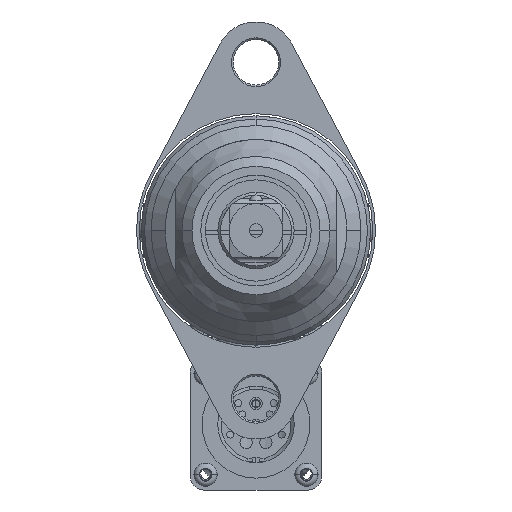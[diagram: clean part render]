
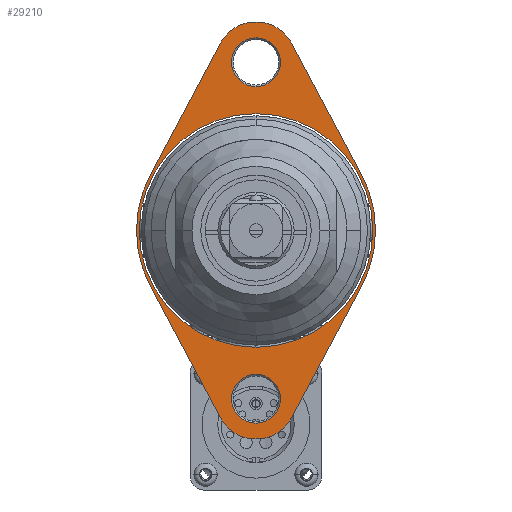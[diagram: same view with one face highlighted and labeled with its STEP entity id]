
A CAD part, left-side view. The second image highlights one B-rep face of the part: STEP entity #29210.
In plain terms, the highlighted planar face has unit normal (-1, 0, 0).
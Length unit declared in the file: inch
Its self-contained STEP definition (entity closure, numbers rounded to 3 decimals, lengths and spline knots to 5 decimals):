
#27530=CARTESIAN_POINT('',(-11.7252,0.005,1.5625));
#27531=DIRECTION('',(-1.,0.,0.));
#27532=DIRECTION('',(0.,-0.882,0.47));
#27533=AXIS2_PLACEMENT_3D('',#27530,#27531,#27532);
#27535=DIRECTION('',(0.,0.47,0.882));
#27536=VECTOR('',#27535,1.37883);
#27537=CARTESIAN_POINT('',(-11.7252,-0.97452,0.52214));
#27538=LINE('',#27537,#27536);
#27539=CARTESIAN_POINT('',(-11.7252,0.005,0.));
#27540=DIRECTION('',(-1.,0.,0.));
#27541=DIRECTION('',(0.,-0.882,-0.47));
#27542=AXIS2_PLACEMENT_3D('',#27539,#27540,#27541);
#27544=DIRECTION('',(0.,-0.47,0.882));
#27545=VECTOR('',#27544,1.37883);
#27546=CARTESIAN_POINT('',(-11.7252,-0.32592,-1.7389));
#27547=LINE('',#27546,#27545);
#27548=CARTESIAN_POINT('',(-11.7252,0.005,-1.5625));
#27549=DIRECTION('',(-1.,0.,0.));
#27550=DIRECTION('',(0.,0.882,-0.47));
#27551=AXIS2_PLACEMENT_3D('',#27548,#27549,#27550);
#27553=DIRECTION('',(0.,-0.47,-0.882));
#27554=VECTOR('',#27553,1.37883);
#27555=CARTESIAN_POINT('',(-11.7252,0.98452,-0.52214));
#27556=LINE('',#27555,#27554);
#27557=CARTESIAN_POINT('',(-11.7252,0.005,0.));
#27558=DIRECTION('',(-1.,0.,0.));
#27559=DIRECTION('',(0.,0.882,0.47));
#27560=AXIS2_PLACEMENT_3D('',#27557,#27558,#27559);
#27562=DIRECTION('',(0.,0.47,-0.882));
#27563=VECTOR('',#27562,1.37883);
#27564=CARTESIAN_POINT('',(-11.7252,0.33592,1.7389));
#27565=LINE('',#27564,#27563);
#27566=CARTESIAN_POINT('',(-11.7252,0.005,0.));
#27567=DIRECTION('',(-1.,0.,0.));
#27568=DIRECTION('',(0.,0.,-1.));
#27569=AXIS2_PLACEMENT_3D('',#27566,#27567,#27568);
#27571=CARTESIAN_POINT('',(-11.7252,0.005,0.));
#27572=DIRECTION('',(-1.,0.,0.));
#27573=DIRECTION('',(0.,0.,1.));
#27574=AXIS2_PLACEMENT_3D('',#27571,#27572,#27573);
#27764=CARTESIAN_POINT('',(-11.7252,0.005,1.5625));
#27765=DIRECTION('',(1.,0.,0.));
#27766=DIRECTION('',(0.,0.,-1.));
#27767=AXIS2_PLACEMENT_3D('',#27764,#27765,#27766);
#27774=CARTESIAN_POINT('',(-11.7252,0.005,1.5625));
#27775=DIRECTION('',(1.,0.,0.));
#27776=DIRECTION('',(0.,0.,1.));
#27777=AXIS2_PLACEMENT_3D('',#27774,#27775,#27776);
#27792=CARTESIAN_POINT('',(-11.7252,0.005,-1.5625));
#27793=DIRECTION('',(-1.,0.,0.));
#27794=DIRECTION('',(0.,0.,1.));
#27795=AXIS2_PLACEMENT_3D('',#27792,#27793,#27794);
#27802=CARTESIAN_POINT('',(-11.7252,0.005,-1.5625));
#27803=DIRECTION('',(-1.,0.,0.));
#27804=DIRECTION('',(0.,0.,-1.));
#27805=AXIS2_PLACEMENT_3D('',#27802,#27803,#27804);
#28981=CARTESIAN_POINT('',(-11.7252,-0.32592,1.7389));
#28982=CARTESIAN_POINT('',(-11.7252,0.33592,1.7389));
#28983=VERTEX_POINT('',#28981);
#28984=VERTEX_POINT('',#28982);
#28985=CARTESIAN_POINT('',(-11.7252,0.98452,0.52214));
#28986=VERTEX_POINT('',#28985);
#28987=CARTESIAN_POINT('',(-11.7252,0.98452,-0.52214));
#28988=VERTEX_POINT('',#28987);
#28989=CARTESIAN_POINT('',(-11.7252,0.33592,-1.7389));
#28990=VERTEX_POINT('',#28989);
#28991=CARTESIAN_POINT('',(-11.7252,-0.32592,-1.7389));
#28992=VERTEX_POINT('',#28991);
#28993=CARTESIAN_POINT('',(-11.7252,-0.97452,-0.52214));
#28994=VERTEX_POINT('',#28993);
#28995=CARTESIAN_POINT('',(-11.7252,-0.97452,0.52214));
#28996=VERTEX_POINT('',#28995);
#29025=CARTESIAN_POINT('',(-11.7252,0.005,1.336));
#29026=CARTESIAN_POINT('',(-11.7252,0.005,1.789));
#29027=VERTEX_POINT('',#29025);
#29028=VERTEX_POINT('',#29026);
#29033=CARTESIAN_POINT('',(-11.7252,0.005,-1.336));
#29034=CARTESIAN_POINT('',(-11.7252,0.005,-1.789));
#29035=VERTEX_POINT('',#29033);
#29036=VERTEX_POINT('',#29034);
#29049=CARTESIAN_POINT('',(-11.7252,0.005,-1.085));
#29050=CARTESIAN_POINT('',(-11.7252,0.005,1.085));
#29051=VERTEX_POINT('',#29049);
#29052=VERTEX_POINT('',#29050);
#29169=CARTESIAN_POINT('',(-11.7252,0.005,0.));
#29170=DIRECTION('',(-1.,0.,0.));
#29171=DIRECTION('',(0.,-1.,0.));
#29172=AXIS2_PLACEMENT_3D('',#29169,#29170,#29171);
#29173=PLANE('',#29172);
#29175=ORIENTED_EDGE('',*,*,#29174,.F.);
#29177=ORIENTED_EDGE('',*,*,#29176,.F.);
#29179=ORIENTED_EDGE('',*,*,#29178,.F.);
#29181=ORIENTED_EDGE('',*,*,#29180,.F.);
#29183=ORIENTED_EDGE('',*,*,#29182,.F.);
#29185=ORIENTED_EDGE('',*,*,#29184,.F.);
#29187=ORIENTED_EDGE('',*,*,#29186,.F.);
#29189=ORIENTED_EDGE('',*,*,#29188,.F.);
#29190=EDGE_LOOP('',(#29175,#29177,#29179,#29181,#29183,#29185,#29187,#29189));
#29191=FACE_OUTER_BOUND('',#29190,.F.);
#29193=ORIENTED_EDGE('',*,*,#29192,.F.);
#29195=ORIENTED_EDGE('',*,*,#29194,.F.);
#29196=EDGE_LOOP('',(#29193,#29195));
#29197=FACE_BOUND('',#29196,.F.);
#29199=ORIENTED_EDGE('',*,*,#29198,.T.);
#29201=ORIENTED_EDGE('',*,*,#29200,.T.);
#29202=EDGE_LOOP('',(#29199,#29201));
#29203=FACE_BOUND('',#29202,.F.);
#29205=ORIENTED_EDGE('',*,*,#29204,.T.);
#29207=ORIENTED_EDGE('',*,*,#29206,.T.);
#29208=EDGE_LOOP('',(#29205,#29207));
#29209=FACE_BOUND('',#29208,.F.);
#29210=ADVANCED_FACE('',(#29191,#29197,#29203,#29209),#29173,.T.);
#27534=CIRCLE('',#27533,0.375);
#27543=CIRCLE('',#27542,1.11);
#27552=CIRCLE('',#27551,0.375);
#27561=CIRCLE('',#27560,1.11);
#27570=CIRCLE('',#27569,1.085);
#27575=CIRCLE('',#27574,1.085);
#27768=CIRCLE('',#27767,0.2265);
#27778=CIRCLE('',#27777,0.2265);
#27796=CIRCLE('',#27795,0.2265);
#27806=CIRCLE('',#27805,0.2265);
#29174=EDGE_CURVE('',#28983,#28984,#27534,.T.);
#29176=EDGE_CURVE('',#28996,#28983,#27538,.T.);
#29178=EDGE_CURVE('',#28994,#28996,#27543,.T.);
#29180=EDGE_CURVE('',#28992,#28994,#27547,.T.);
#29182=EDGE_CURVE('',#28990,#28992,#27552,.T.);
#29184=EDGE_CURVE('',#28988,#28990,#27556,.T.);
#29186=EDGE_CURVE('',#28986,#28988,#27561,.T.);
#29188=EDGE_CURVE('',#28984,#28986,#27565,.T.);
#29192=EDGE_CURVE('',#29028,#29027,#27778,.T.);
#29194=EDGE_CURVE('',#29027,#29028,#27768,.T.);
#29198=EDGE_CURVE('',#29036,#29035,#27806,.T.);
#29200=EDGE_CURVE('',#29035,#29036,#27796,.T.);
#29204=EDGE_CURVE('',#29051,#29052,#27570,.T.);
#29206=EDGE_CURVE('',#29052,#29051,#27575,.T.);
